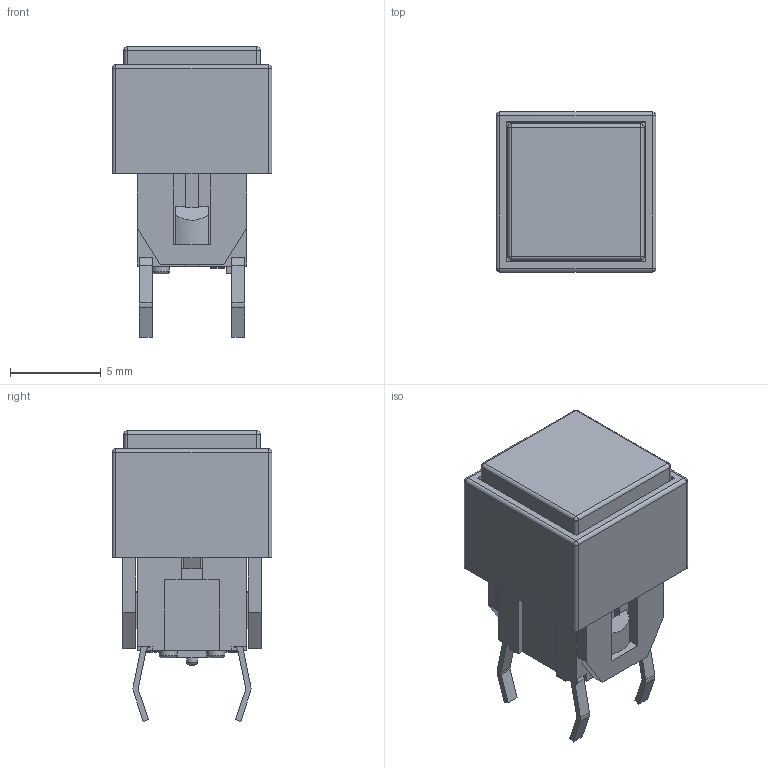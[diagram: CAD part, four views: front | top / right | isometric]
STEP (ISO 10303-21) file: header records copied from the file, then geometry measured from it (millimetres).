
FILE_DESCRIPTION((' '),'2;1');
FILE_NAME('TL1220S2BxxNN.stp','2017-08-02T11:15:01',(' '),(' '),' ','ACIS',' ');
FILE_SCHEMA(('CONFIG_CONTROL_DESIGN'));
Length unit declared in the file: inch
Products named in the file (1): TL1220S2BxxNN.stp
Bounding box: 8.8 x 8.8 x 16 mm (x, y, z)
Volume: 653.3 mm3; surface area: 1130.7 mm2
Topology: 1 solids, 1 shells, 357 faces, 1035 edges, 658 vertices
Faces by surface type: plane 281, cylinder 64, sphere 8, torus 2, cone 1, bspline 1
Full cylindrical faces by diameter (mm): 1 x3, 3.7 x1
Entity records: 11638 total; most frequent: CARTESIAN_POINT 2084, ORIENTED_EDGE 2042, DIRECTION 1855, EDGE_CURVE 1021, VECTOR 897, LINE 897, VERTEX_POINT 653, AXIS2_PLACEMENT_3D 479
